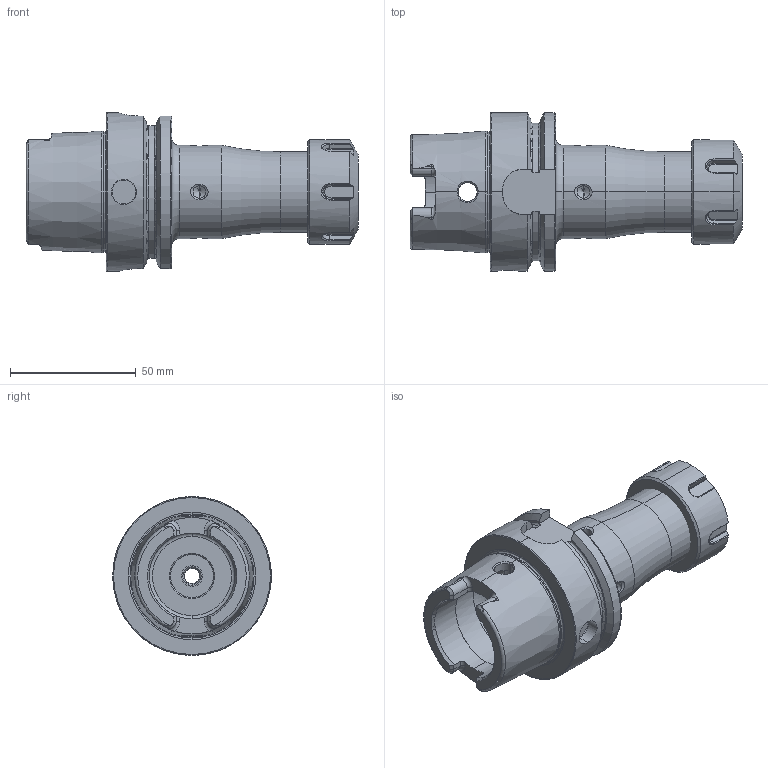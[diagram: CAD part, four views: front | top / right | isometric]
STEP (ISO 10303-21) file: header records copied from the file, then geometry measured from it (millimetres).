
FILE_DESCRIPTION (( 'STEP AP203' ), '1' );
FILE_NAME ('HA6.E25.K01.100.STEP', '2019-06-21T08:55:59', ( '' ), ( '' ), 'SwSTEP 2.0', 'SolidWorks 2017', '' );
FILE_SCHEMA (( 'CONFIG_CONTROL_DESIGN' ));
Length unit declared in the file: millimetre
Products named in the file (4): ERU-AN5.K01.020_A; E25-ER1.001.020; HA6-E25.K01.100_C_Fertigbearbeitung; HA6.E25.K01.100
Assembly tree (3 placements, depth 2):
  HA6.E25.K01.100
    HA6-E25.K01.100_C_Fertigbearbeitung
    E25-ER1.001.020
    ERU-AN5.K01.020_A
Bounding box: 131.9 x 63 x 63 mm (x, y, z)
Volume: 137916.1 mm3; surface area: 39497.3 mm2
Topology: 3 solids, 3 shells, 351 faces, 894 edges, 546 vertices
Faces by surface type: plane 131, cone 87, cylinder 80, torus 41, bspline 12
Entity records: 13033 total; most frequent: CARTESIAN_POINT 4471, ORIENTED_EDGE 1772, DIRECTION 1637, EDGE_CURVE 886, AXIS2_PLACEMENT_3D 640, VERTEX_POINT 546, EDGE_LOOP 366, LINE 357
